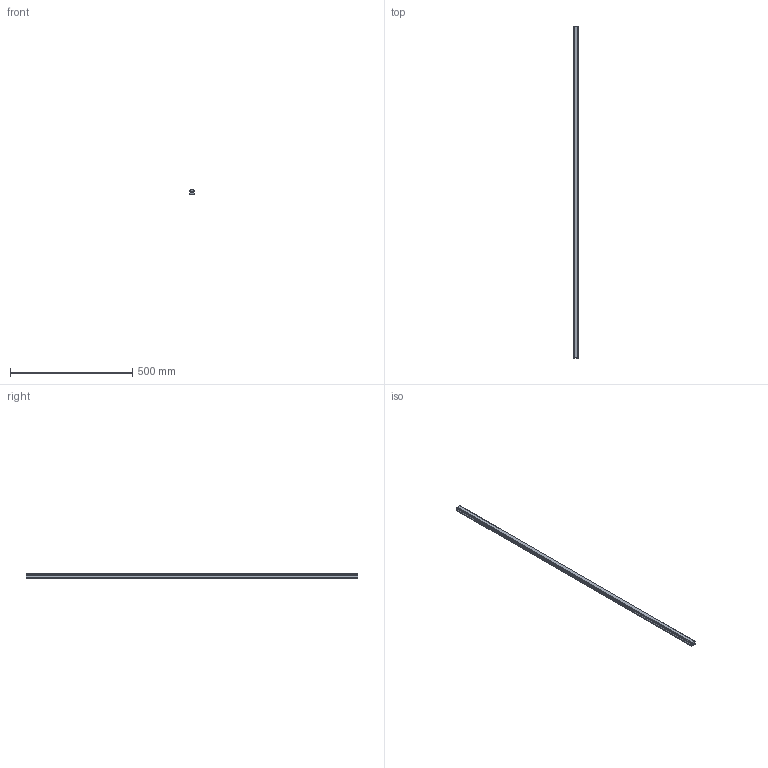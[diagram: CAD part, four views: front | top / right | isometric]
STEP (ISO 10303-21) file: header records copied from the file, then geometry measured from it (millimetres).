
FILE_DESCRIPTION(('STEP AP214'),'1');
FILE_NAME('cctmp_2F5A0190-AB77-4EE9-8C14-67AC224D1249_2021_01_21_15_41_59_0311..stp','2021-01-21T14:41:59',('HIWIN GmbH'),('CADClick - www.CADClick.com'),'Spatial InterOp 3D',' ','unknown authorization');
FILE_SCHEMA(('AUTOMOTIVE_DESIGN'));
Length unit declared in the file: millimetre
Products named in the file (1): HGR20T1360C_FILE
Bounding box: 20 x 1360 x 17.5 mm (x, y, z)
Volume: 401603.4 mm3; surface area: 108776.3 mm2
Topology: 1 solids, 1 shells, 199 faces, 533 edges, 317 vertices
Faces by surface type: plane 85, cylinder 68, cone 46
Entity records: 7449 total; most frequent: DIRECTION 1023, CARTESIAN_POINT 1004, ORIENTED_EDGE 974, EDGE_CURVE 487, LINE 351, VECTOR 351, AXIS2_PLACEMENT_3D 336, VERTEX_POINT 317
